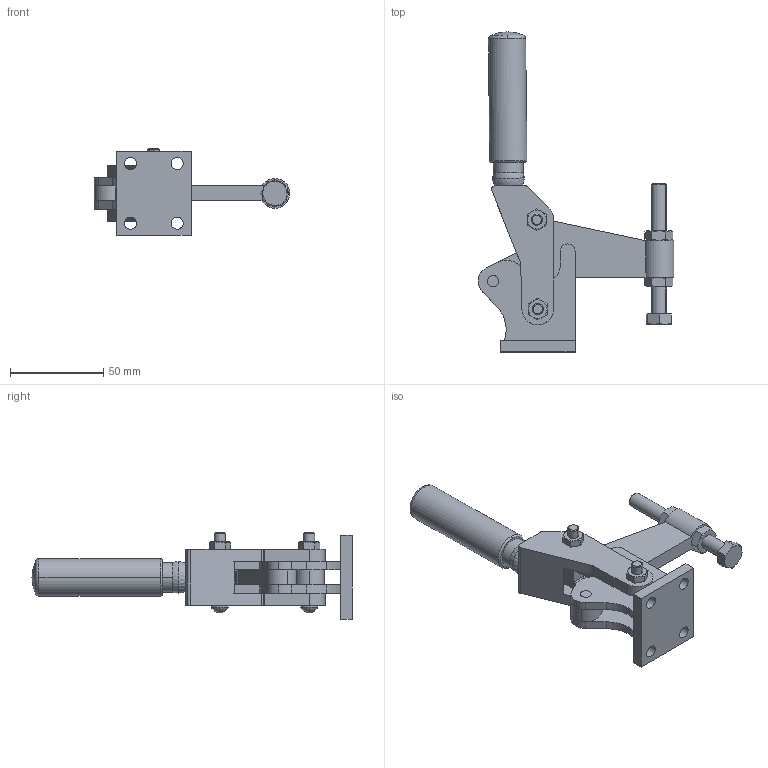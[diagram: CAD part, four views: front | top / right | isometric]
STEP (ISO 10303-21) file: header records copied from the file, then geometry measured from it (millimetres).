
FILE_DESCRIPTION((''),'2;1');
FILE_NAME('M18SB.stp','2006-07-12T08:04:15',('Matthew'),(''),'Autodesk Inventor 8','Autodesk Inventor 8','');
FILE_SCHEMA(('AUTOMOTIVE_DESIGN { 1 0 10303 214 1 1 1 1 }'));
Length unit declared in the file: millimetre
Products named in the file (6): M18SB; M18SB1; M18SB2; M18SB3; M18SB4; M18SB5
Assembly tree (5 placements, depth 2):
  M18SB
    M18SB1
    M18SB2
    M18SB3
    M18SB4
    M18SB5
Bounding box: 105 x 171.84 x 46.5 mm (x, y, z)
Volume: 107507.2 mm3; surface area: 42587.7 mm2
Topology: 5 solids, 5 shells, 269 faces, 683 edges, 436 vertices
Faces by surface type: cylinder 102, plane 92, cone 62, sphere 7, torus 4, bspline 2
Entity records: 8390 total; most frequent: CARTESIAN_POINT 1699, DIRECTION 1458, ORIENTED_EDGE 1356, EDGE_CURVE 678, AXIS2_PLACEMENT_3D 587, VERTEX_POINT 435, EDGE_LOOP 313, CIRCLE 307
